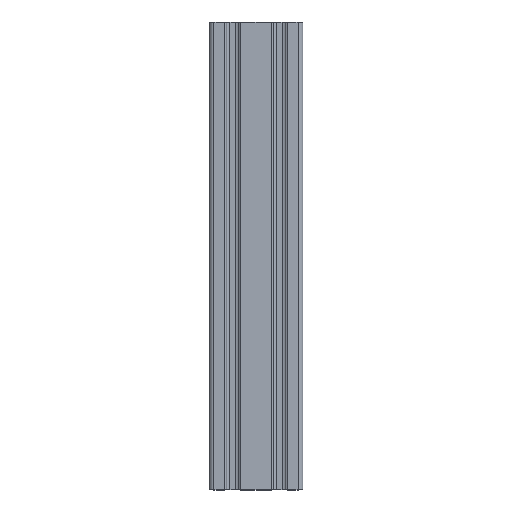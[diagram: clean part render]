
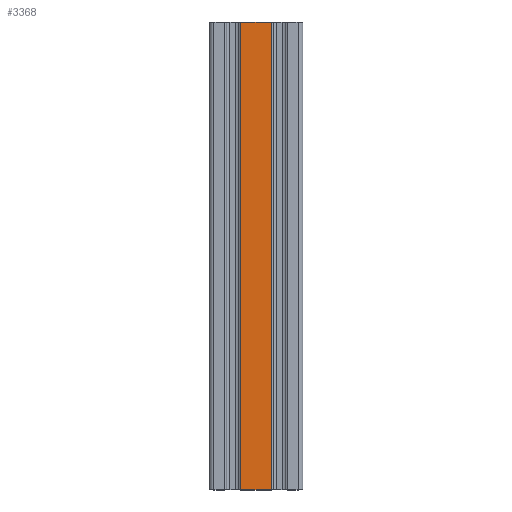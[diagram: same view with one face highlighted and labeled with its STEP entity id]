
A CAD part, top view. The second image highlights one B-rep face of the part: STEP entity #3368.
In plain terms, the highlighted planar face has unit normal (0, 0, 1).
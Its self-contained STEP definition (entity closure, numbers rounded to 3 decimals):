
#348=FACE_OUTER_BOUND('',#522,.T.);
#522=EDGE_LOOP('',(#2455,#2456,#2457,#2458));
#781=LINE('',#5256,#1125);
#782=LINE('',#5260,#1126);
#783=LINE('',#5262,#1127);
#784=LINE('',#5263,#1128);
#1125=VECTOR('',#4219,200.);
#1126=VECTOR('',#4224,13.25);
#1127=VECTOR('',#4225,200.);
#1128=VECTOR('',#4226,13.25);
#1467=VERTEX_POINT('',#5253);
#1468=VERTEX_POINT('',#5255);
#1469=VERTEX_POINT('',#5259);
#1470=VERTEX_POINT('',#5261);
#1876=EDGE_CURVE('',#1468,#1467,#781,.T.);
#1878=EDGE_CURVE('',#1467,#1469,#782,.T.);
#1879=EDGE_CURVE('',#1470,#1469,#783,.T.);
#1880=EDGE_CURVE('',#1468,#1470,#784,.T.);
#2455=ORIENTED_EDGE('',*,*,#1878,.T.);
#2456=ORIENTED_EDGE('',*,*,#1879,.F.);
#2457=ORIENTED_EDGE('',*,*,#1880,.F.);
#2458=ORIENTED_EDGE('',*,*,#1876,.T.);
#3246=PLANE('',#3608);
#3368=ADVANCED_FACE('',(#348),#3246,.T.);
#3608=AXIS2_PLACEMENT_3D('',#5258,#4222,#4223);
#4219=DIRECTION('',(0.,1.,0.));
#4222=DIRECTION('center_axis',(0.,0.,1.));
#4223=DIRECTION('ref_axis',(1.,0.,0.));
#4224=DIRECTION('',(-1.,0.,0.));
#4225=DIRECTION('',(0.,1.,0.));
#4226=DIRECTION('',(-1.,0.,0.));
#5253=CARTESIAN_POINT('',(6.625,200.,20.));
#5255=CARTESIAN_POINT('',(6.625,0.,20.));
#5256=CARTESIAN_POINT('',(6.625,0.,20.));
#5258=CARTESIAN_POINT('Origin',(-6.625,0.,20.));
#5259=CARTESIAN_POINT('',(-6.625,200.,20.));
#5260=CARTESIAN_POINT('',(-3.312,200.,20.));
#5261=CARTESIAN_POINT('',(-6.625,0.,20.));
#5262=CARTESIAN_POINT('',(-6.625,0.,20.));
#5263=CARTESIAN_POINT('',(-3.312,0.,20.));
